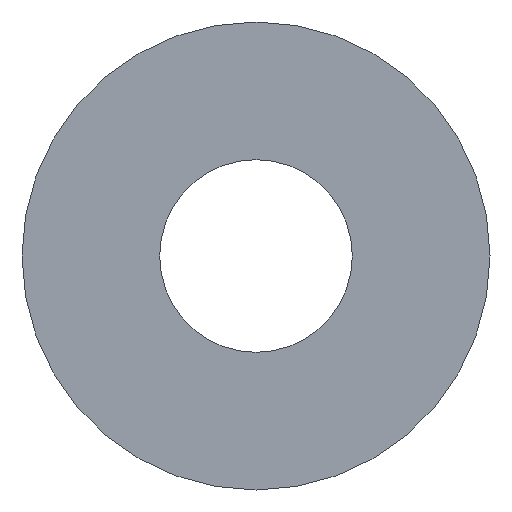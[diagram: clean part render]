
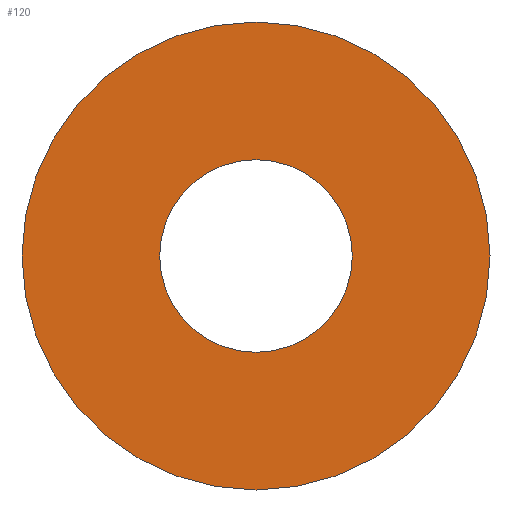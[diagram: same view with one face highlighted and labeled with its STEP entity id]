
A CAD part, left-side view. The second image highlights one B-rep face of the part: STEP entity #120.
In plain terms, the highlighted planar face has unit normal (-1, 0, 0).
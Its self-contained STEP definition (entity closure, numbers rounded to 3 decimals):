
#1 = VERTEX_POINT ( 'NONE', #233 ) ;
#7 = EDGE_LOOP ( 'NONE', ( #211, #74 ) ) ;
#9 = DIRECTION ( 'NONE',  ( 1., 0., 0. ) ) ;
#20 = VERTEX_POINT ( 'NONE', #85 ) ;
#26 = CARTESIAN_POINT ( 'NONE',  ( -6., 0., 0. ) ) ;
#28 = DIRECTION ( 'NONE',  ( 1., 0., 0. ) ) ;
#29 = DIRECTION ( 'NONE',  ( 1., 0., 0. ) ) ;
#37 = AXIS2_PLACEMENT_3D ( 'NONE', #42, #28, #177 ) ;
#42 = CARTESIAN_POINT ( 'NONE',  ( -6., 0., 0. ) ) ;
#49 = EDGE_CURVE ( 'NONE', #148, #1, #192, .T. ) ;
#62 = DIRECTION ( 'NONE',  ( 0., 0., -1. ) ) ;
#66 = CIRCLE ( 'NONE', #168, 3.5 ) ;
#72 = AXIS2_PLACEMENT_3D ( 'NONE', #26, #9, #82 ) ;
#74 = ORIENTED_EDGE ( 'NONE', *, *, #87, .F. ) ;
#78 = ORIENTED_EDGE ( 'NONE', *, *, #129, .T. ) ;
#82 = DIRECTION ( 'NONE',  ( 0., 0., -1. ) ) ;
#85 = CARTESIAN_POINT ( 'NONE',  ( -6., 0., -3.5 ) ) ;
#87 = EDGE_CURVE ( 'NONE', #1, #148, #143, .T. ) ;
#93 = ORIENTED_EDGE ( 'NONE', *, *, #146, .T. ) ;
#96 = VERTEX_POINT ( 'NONE', #97 ) ;
#97 = CARTESIAN_POINT ( 'NONE',  ( -6., 0., 3.5 ) ) ;
#98 = CIRCLE ( 'NONE', #242, 3.5 ) ;
#99 = CARTESIAN_POINT ( 'NONE',  ( -6., 0., 0. ) ) ;
#103 = DIRECTION ( 'NONE',  ( 0., 0., -1. ) ) ;
#120 = ADVANCED_FACE ( 'NONE', ( #155, #195 ), #175, .F. ) ;
#123 = DIRECTION ( 'NONE',  ( 1., 0., 0. ) ) ;
#128 = EDGE_LOOP ( 'NONE', ( #93, #78 ) ) ;
#129 = EDGE_CURVE ( 'NONE', #96, #20, #66, .T. ) ;
#136 = CARTESIAN_POINT ( 'NONE',  ( -6., 0., 0. ) ) ;
#142 = CARTESIAN_POINT ( 'NONE',  ( -6., 0., -8.5 ) ) ;
#143 = CIRCLE ( 'NONE', #214, 8.5 ) ;
#146 = EDGE_CURVE ( 'NONE', #20, #96, #98, .T. ) ;
#148 = VERTEX_POINT ( 'NONE', #142 ) ;
#155 = FACE_BOUND ( 'NONE', #128, .T. ) ;
#159 = CARTESIAN_POINT ( 'NONE',  ( -6., 0., 0. ) ) ;
#168 = AXIS2_PLACEMENT_3D ( 'NONE', #99, #29, #62 ) ;
#175 = PLANE ( 'NONE',  #37 ) ;
#177 = DIRECTION ( 'NONE',  ( 0., 0., -1. ) ) ;
#192 = CIRCLE ( 'NONE', #72, 8.5 ) ;
#194 = DIRECTION ( 'NONE',  ( 0., 0., -1. ) ) ;
#195 = FACE_OUTER_BOUND ( 'NONE', #7, .T. ) ;
#211 = ORIENTED_EDGE ( 'NONE', *, *, #49, .F. ) ;
#214 = AXIS2_PLACEMENT_3D ( 'NONE', #136, #216, #194 ) ;
#216 = DIRECTION ( 'NONE',  ( 1., 0., 0. ) ) ;
#233 = CARTESIAN_POINT ( 'NONE',  ( -6., 0., 8.5 ) ) ;
#242 = AXIS2_PLACEMENT_3D ( 'NONE', #159, #123, #103 ) ;
